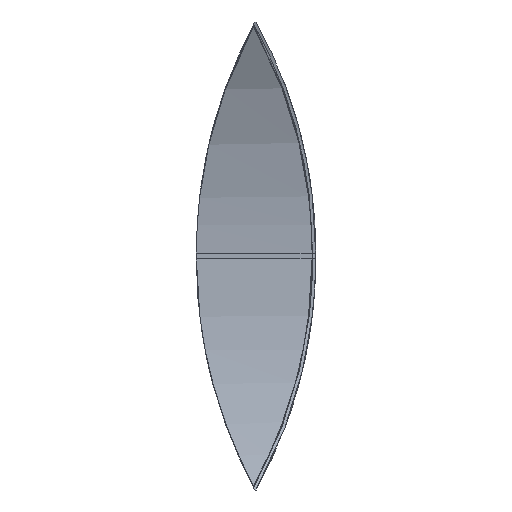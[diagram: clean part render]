
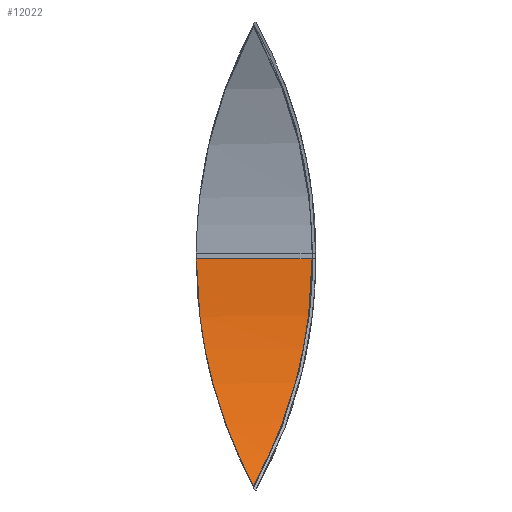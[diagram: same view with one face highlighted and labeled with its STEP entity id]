
A CAD part, left-side view. The second image highlights one B-rep face of the part: STEP entity #12022.
In plain terms, the highlighted cylindrical face has radius 79.5 mm (diameter 159 mm), a partial arc.
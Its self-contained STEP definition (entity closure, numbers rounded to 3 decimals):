
#878=B_SPLINE_CURVE_WITH_KNOTS('',3,(#15969,#15970,#15971,#15972,#15973,
#15974,#15975),.UNSPECIFIED.,.F.,.F.,(4,3,4),(-4.329,-2.554,
-0.187),.UNSPECIFIED.);
#879=B_SPLINE_CURVE_WITH_KNOTS('',3,(#15976,#15977,#15978,#15979,#15980),
 .UNSPECIFIED.,.F.,.F.,(4,1,4),(6.011,7.713,9.983),
 .UNSPECIFIED.);
#1405=CYLINDRICAL_SURFACE('',#12689,79.5);
#1423=FACE_OUTER_BOUND('',#2070,.T.);
#2070=EDGE_LOOP('',(#7906,#7907,#7908));
#2827=LINE('',#15966,#3778);
#3778=VECTOR('',#13457,10.);
#4731=VERTEX_POINT('',#15962);
#4732=VERTEX_POINT('',#15964);
#4733=VERTEX_POINT('',#15968);
#5993=EDGE_CURVE('',#4731,#4732,#2827,.T.);
#5994=EDGE_CURVE('',#4731,#4733,#878,.T.);
#5995=EDGE_CURVE('',#4732,#4733,#879,.T.);
#7906=ORIENTED_EDGE('',*,*,#5994,.F.);
#7907=ORIENTED_EDGE('',*,*,#5993,.T.);
#7908=ORIENTED_EDGE('',*,*,#5995,.T.);
#12022=ADVANCED_FACE('',(#1423),#1405,.F.);
#12689=AXIS2_PLACEMENT_3D('',#15967,#13458,#13459);
#13457=DIRECTION('',(0.,1.,0.));
#13458=DIRECTION('center_axis',(0.,1.,0.));
#13459=DIRECTION('ref_axis',(-1.,0.,0.));
#15962=CARTESIAN_POINT('',(-80.,-9.4,-0.5));
#15964=CARTESIAN_POINT('',(-80.,10.,-0.5));
#15966=CARTESIAN_POINT('',(-80.,0.,-0.5));
#15967=CARTESIAN_POINT('Origin',(-159.5,0.,-0.5));
#15968=CARTESIAN_POINT('',(-89.649,0.42,-38.462));
#15969=CARTESIAN_POINT('Ctrl Pts',(-80.,-9.4,-0.5));
#15970=CARTESIAN_POINT('Ctrl Pts',(-80.,-9.4,-6.373));
#15971=CARTESIAN_POINT('Ctrl Pts',(-80.665,-8.725,
-12.245));
#15972=CARTESIAN_POINT('Ctrl Pts',(-81.914,-7.455,
-17.84));
#15973=CARTESIAN_POINT('Ctrl Pts',(-83.579,-5.761,
-25.3));
#15974=CARTESIAN_POINT('Ctrl Pts',(-86.282,-3.011,
-32.267));
#15975=CARTESIAN_POINT('Ctrl Pts',(-89.649,0.42,
-38.462));
#15976=CARTESIAN_POINT('Ctrl Pts',(-80.,10.,-0.5));
#15977=CARTESIAN_POINT('Ctrl Pts',(-80.,10.,-6.175));
#15978=CARTESIAN_POINT('Ctrl Pts',(-81.444,8.565,-19.666));
#15979=CARTESIAN_POINT('Ctrl Pts',(-86.21,3.831,-32.134));
#15980=CARTESIAN_POINT('Ctrl Pts',(-89.649,0.42,
-38.462));
